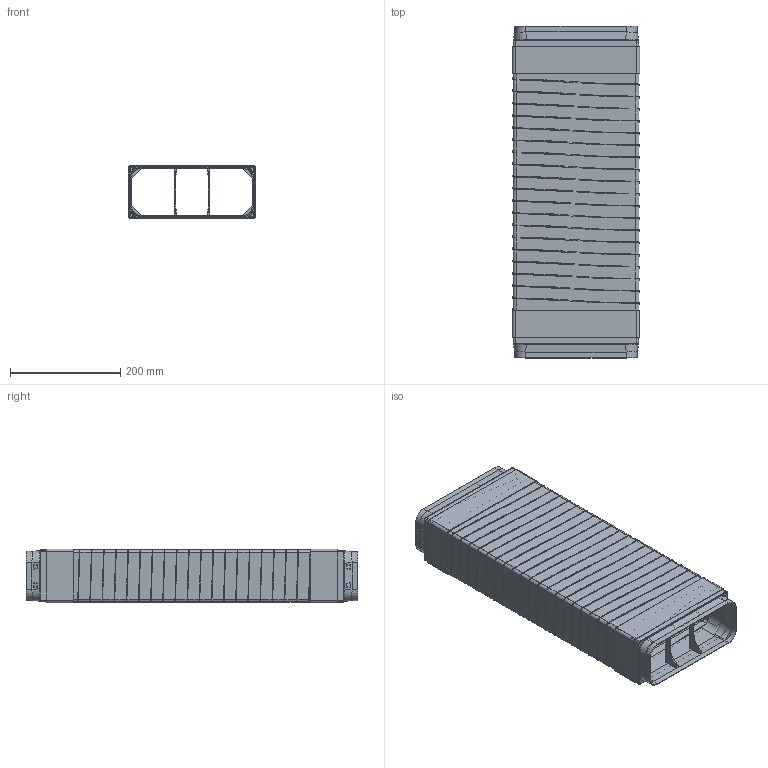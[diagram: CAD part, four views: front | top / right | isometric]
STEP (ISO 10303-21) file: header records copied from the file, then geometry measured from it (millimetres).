
FILE_DESCRIPTION(('STEP AP214'),'1');
FILE_NAME('4051009 V_P-RBFLEX System 150 Rohrbogen mit Flexschlauch.STP','2023-04-17T10:03:26',(' '),(' '),'Spatial InterOp 3D',' ',' ');
FILE_SCHEMA(('AUTOMOTIVE_DESIGN { 1 0 10303 214 1 1 1 1 }'));
Length unit declared in the file: millimetre
Products named in the file (1): 1
Bounding box: 230.57 x 601.01 x 97.57 mm (x, y, z)
Surface area: 868473 mm2 (no closed solid volume)
Topology: 0 solids, 1 shells, 1789 faces, 5259 edges, 3399 vertices
Faces by surface type: cylinder 609, bspline 605, plane 427, cone 72, torus 40, sphere 36
Entity records: 183526 total; most frequent: CARTESIAN_POINT 143042, ORIENTED_EDGE 10392, DIRECTION 5541, EDGE_CURVE 5196, VERTEX_POINT 3399, B_SPLINE_CURVE_WITH_KNOTS 2785, AXIS2_PLACEMENT_3D 1964, FACE_BOUND 1805
